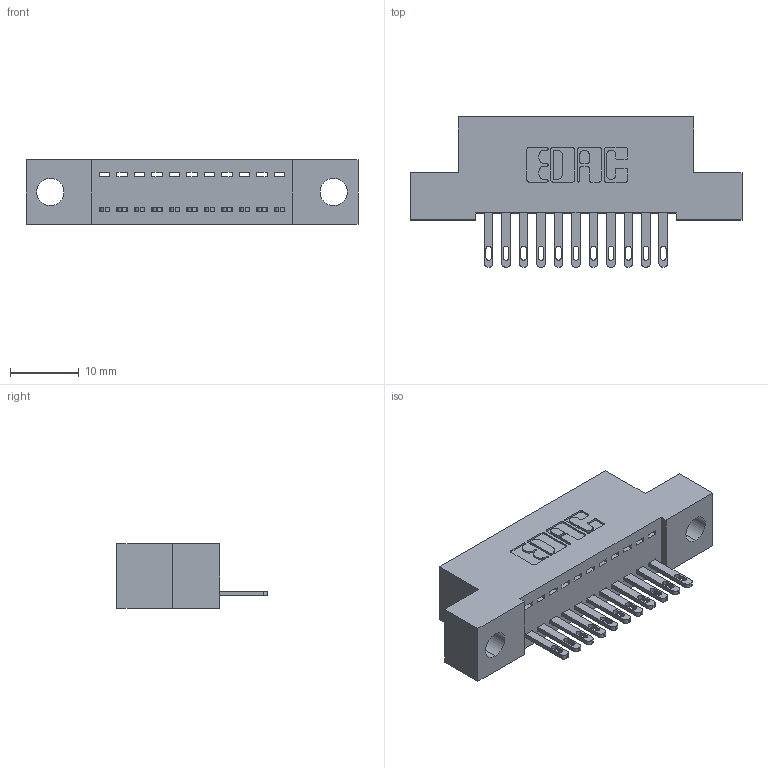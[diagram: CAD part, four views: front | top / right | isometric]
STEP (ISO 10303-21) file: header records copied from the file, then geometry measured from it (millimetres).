
FILE_DESCRIPTION (( 'STEP AP203' ), '1' );
FILE_NAME ('892-011-500-104.STEP', '2020-09-21T12:55:29', ( '' ), ( '' ), 'SwSTEP 2.0', 'SolidWorks 2020', '' );
FILE_SCHEMA (( 'CONFIG_CONTROL_DESIGN' ));
Length unit declared in the file: inch
Products named in the file (3): 892-011-500-104; 842 Part_.156 TH; 345-292-001_345-293-100
Assembly tree (12 placements, depth 2):
  892-011-500-104
    842 Part_.156 TH
    345-292-001_345-293-100  x11
Bounding box: 48.26 x 21.85 x 9.4 mm (x, y, z)
Volume: 4037 mm3; surface area: 5189.8 mm2
Topology: 12 solids, 12 shells, 704 faces, 2147 edges, 1430 vertices
Faces by surface type: plane 462, cylinder 242
Entity records: 10535 total; most frequent: CARTESIAN_POINT 1827, ORIENTED_EDGE 1774, DIRECTION 1605, EDGE_CURVE 887, LINE 755, VECTOR 755, VERTEX_POINT 590, AXIS2_PLACEMENT_3D 425
